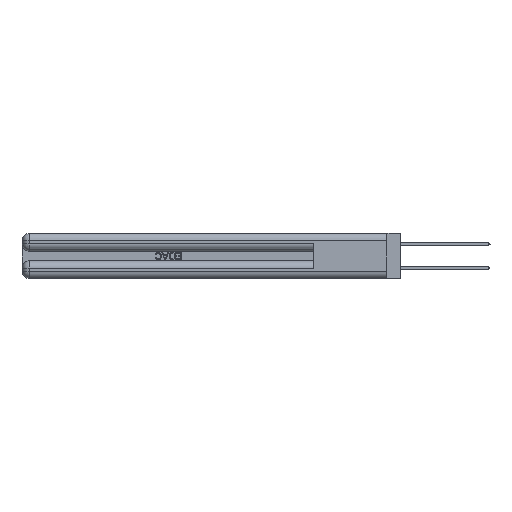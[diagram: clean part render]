
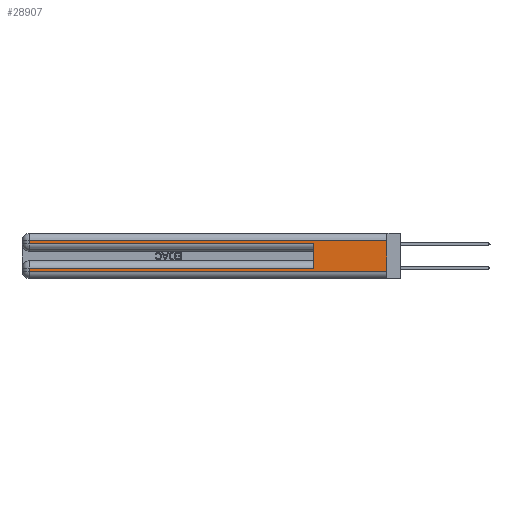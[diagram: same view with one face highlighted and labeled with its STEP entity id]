
A CAD part, left-side view. The second image highlights one B-rep face of the part: STEP entity #28907.
In plain terms, the highlighted planar face has unit normal (-1, 0, 0).
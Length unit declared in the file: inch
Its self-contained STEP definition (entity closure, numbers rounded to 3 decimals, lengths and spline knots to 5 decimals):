
#422 = ORIENTED_EDGE ( 'NONE', *, *, #47382, .T. ) ;
#1260 = LINE ( 'NONE', #45377, #21359 ) ;
#1536 = ORIENTED_EDGE ( 'NONE', *, *, #18168, .T. ) ;
#2714 = EDGE_CURVE ( 'NONE', #18226, #18979, #20651, .T. ) ;
#3034 = DIRECTION ( 'NONE',  ( 0., 1., 0. ) ) ;
#3212 = VECTOR ( 'NONE', #16197, 39.37008 ) ;
#3309 = CARTESIAN_POINT ( 'NONE',  ( 0., 0., 0.31 ) ) ;
#5124 = CARTESIAN_POINT ( 'NONE',  ( 0., 0., 0.285 ) ) ;
#5953 = ORIENTED_EDGE ( 'NONE', *, *, #8446, .F. ) ;
#6260 = VERTEX_POINT ( 'NONE', #30154 ) ;
#6332 = LINE ( 'NONE', #40606, #15190 ) ;
#6454 = FACE_OUTER_BOUND ( 'NONE', #47678, .T. ) ;
#7801 = CARTESIAN_POINT ( 'NONE',  ( 0., 0.6, 0.285 ) ) ;
#8446 = EDGE_CURVE ( 'NONE', #25278, #15586, #38801, .T. ) ;
#9066 = CARTESIAN_POINT ( 'NONE',  ( 0., 2.94, 0.37 ) ) ;
#9281 = DIRECTION ( 'NONE',  ( 0., 0., 1. ) ) ;
#10396 = DIRECTION ( 'NONE',  ( 1., 0., 0. ) ) ;
#12339 = VECTOR ( 'NONE', #35020, 39.37008 ) ;
#14553 = VECTOR ( 'NONE', #3034, 39.37008 ) ;
#14769 = ORIENTED_EDGE ( 'NONE', *, *, #19116, .T. ) ;
#15190 = VECTOR ( 'NONE', #22381, 39.37008 ) ;
#15586 = VERTEX_POINT ( 'NONE', #21871 ) ;
#16197 = DIRECTION ( 'NONE',  ( 0., -1., 0. ) ) ;
#16868 = AXIS2_PLACEMENT_3D ( 'NONE', #21533, #10396, #36290 ) ;
#18072 = CARTESIAN_POINT ( 'NONE',  ( 0., 0., 0.085 ) ) ;
#18168 = EDGE_CURVE ( 'NONE', #47084, #19438, #24457, .T. ) ;
#18226 = VERTEX_POINT ( 'NONE', #40378 ) ;
#18319 = VECTOR ( 'NONE', #23825, 39.37008 ) ;
#18979 = VERTEX_POINT ( 'NONE', #7801 ) ;
#19116 = EDGE_CURVE ( 'NONE', #38055, #15586, #42696, .T. ) ;
#19438 = VERTEX_POINT ( 'NONE', #47312 ) ;
#20651 = LINE ( 'NONE', #5124, #18319 ) ;
#21359 = VECTOR ( 'NONE', #23489, 39.37008 ) ;
#21533 = CARTESIAN_POINT ( 'NONE',  ( 0., 0., 0.37 ) ) ;
#21871 = CARTESIAN_POINT ( 'NONE',  ( 0., 0., 0.06 ) ) ;
#22381 = DIRECTION ( 'NONE',  ( 0., 0., -1. ) ) ;
#23478 = ORIENTED_EDGE ( 'NONE', *, *, #33636, .F. ) ;
#23489 = DIRECTION ( 'NONE',  ( 0., 1., 0. ) ) ;
#23825 = DIRECTION ( 'NONE',  ( 0., -1., 0. ) ) ;
#24457 = LINE ( 'NONE', #18072, #14553 ) ;
#24804 = DIRECTION ( 'NONE',  ( 0., 0., -1. ) ) ;
#25278 = VERTEX_POINT ( 'NONE', #3309 ) ;
#26274 = ORIENTED_EDGE ( 'NONE', *, *, #2714, .T. ) ;
#26891 = EDGE_CURVE ( 'NONE', #25278, #6260, #1260, .T. ) ;
#27763 = LINE ( 'NONE', #31541, #46020 ) ;
#28512 = CARTESIAN_POINT ( 'NONE',  ( 0., 0., 0.37 ) ) ;
#28907 = ADVANCED_FACE ( 'NONE', ( #6454 ), #32462, .F. ) ;
#30154 = CARTESIAN_POINT ( 'NONE',  ( 0., 2.94, 0.31 ) ) ;
#30878 = LINE ( 'NONE', #9066, #12339 ) ;
#30903 = CARTESIAN_POINT ( 'NONE',  ( 0., 0., 0.06 ) ) ;
#31541 = CARTESIAN_POINT ( 'NONE',  ( 0., 0.6, 0.145 ) ) ;
#32462 = PLANE ( 'NONE',  #16868 ) ;
#33636 = EDGE_CURVE ( 'NONE', #47084, #18979, #27763, .T. ) ;
#35020 = DIRECTION ( 'NONE',  ( 0., 0., -1. ) ) ;
#36290 = DIRECTION ( 'NONE',  ( 0., 0., -1. ) ) ;
#36345 = EDGE_CURVE ( 'NONE', #19438, #38055, #30878, .T. ) ;
#37660 = VECTOR ( 'NONE', #24804, 39.37008 ) ;
#38055 = VERTEX_POINT ( 'NONE', #40858 ) ;
#38801 = LINE ( 'NONE', #28512, #37660 ) ;
#40378 = CARTESIAN_POINT ( 'NONE',  ( 0., 2.94, 0.285 ) ) ;
#40606 = CARTESIAN_POINT ( 'NONE',  ( 0., 2.94, 0.37 ) ) ;
#40858 = CARTESIAN_POINT ( 'NONE',  ( 0., 2.94, 0.06 ) ) ;
#42575 = CARTESIAN_POINT ( 'NONE',  ( 0., 0.6, 0.085 ) ) ;
#42696 = LINE ( 'NONE', #30903, #3212 ) ;
#45377 = CARTESIAN_POINT ( 'NONE',  ( 0., 0., 0.31 ) ) ;
#46020 = VECTOR ( 'NONE', #9281, 39.37008 ) ;
#46402 = ORIENTED_EDGE ( 'NONE', *, *, #36345, .T. ) ;
#47084 = VERTEX_POINT ( 'NONE', #42575 ) ;
#47312 = CARTESIAN_POINT ( 'NONE',  ( 0., 2.94, 0.085 ) ) ;
#47382 = EDGE_CURVE ( 'NONE', #6260, #18226, #6332, .T. ) ;
#47678 = EDGE_LOOP ( 'NONE', ( #5953, #47939, #422, #26274, #23478, #1536, #46402, #14769 ) ) ;
#47939 = ORIENTED_EDGE ( 'NONE', *, *, #26891, .T. ) ;
